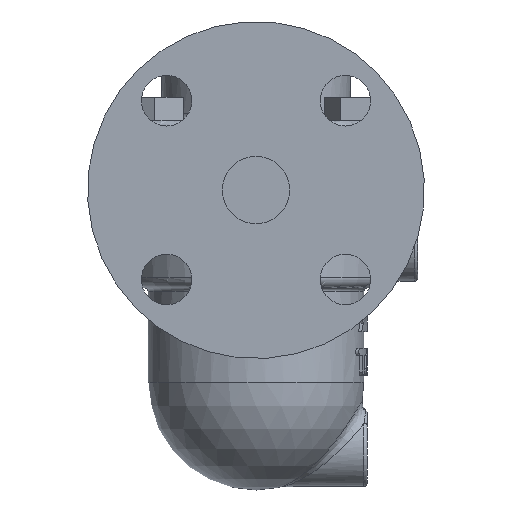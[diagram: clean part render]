
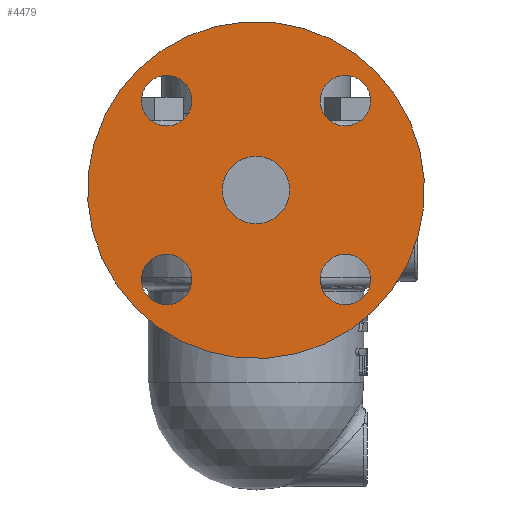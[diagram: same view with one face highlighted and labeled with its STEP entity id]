
A CAD part, left-side view. The second image highlights one B-rep face of the part: STEP entity #4479.
In plain terms, the highlighted planar face has unit normal (-1, 0, 0).
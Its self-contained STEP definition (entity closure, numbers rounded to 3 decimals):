
#599=FACE_BOUND('',#1057,.T.);
#600=FACE_BOUND('',#1058,.T.);
#601=FACE_BOUND('',#1059,.T.);
#602=FACE_BOUND('',#1060,.T.);
#603=FACE_BOUND('',#1061,.T.);
#641=PLANE('',#4789);
#747=FACE_OUTER_BOUND('',#1056,.T.);
#1056=EDGE_LOOP('',(#3075));
#1057=EDGE_LOOP('',(#3076));
#1058=EDGE_LOOP('',(#3077));
#1059=EDGE_LOOP('',(#3078));
#1060=EDGE_LOOP('',(#3079));
#1061=EDGE_LOOP('',(#3080));
#1595=CIRCLE('',#4776,50.);
#1596=CIRCLE('',#4778,7.5);
#1597=CIRCLE('',#4780,7.5);
#1598=CIRCLE('',#4782,7.5);
#1599=CIRCLE('',#4784,10.);
#1601=CIRCLE('',#4788,7.5);
#1899=VERTEX_POINT('',#8031);
#1900=VERTEX_POINT('',#8034);
#1901=VERTEX_POINT('',#8037);
#1902=VERTEX_POINT('',#8040);
#1903=VERTEX_POINT('',#8043);
#1905=VERTEX_POINT('',#8049);
#2352=EDGE_CURVE('',#1899,#1899,#1595,.T.);
#2353=EDGE_CURVE('',#1900,#1900,#1596,.T.);
#2354=EDGE_CURVE('',#1901,#1901,#1597,.T.);
#2355=EDGE_CURVE('',#1902,#1902,#1598,.T.);
#2356=EDGE_CURVE('',#1903,#1903,#1599,.T.);
#2358=EDGE_CURVE('',#1905,#1905,#1601,.T.);
#3075=ORIENTED_EDGE('',*,*,#2352,.F.);
#3076=ORIENTED_EDGE('',*,*,#2353,.T.);
#3077=ORIENTED_EDGE('',*,*,#2354,.T.);
#3078=ORIENTED_EDGE('',*,*,#2355,.T.);
#3079=ORIENTED_EDGE('',*,*,#2356,.T.);
#3080=ORIENTED_EDGE('',*,*,#2358,.T.);
#4479=ADVANCED_FACE('',(#747,#599,#600,#601,#602,#603),#641,.F.);
#4776=AXIS2_PLACEMENT_3D('',#8032,#5248,#5249);
#4778=AXIS2_PLACEMENT_3D('',#8035,#5252,#5253);
#4780=AXIS2_PLACEMENT_3D('',#8038,#5256,#5257);
#4782=AXIS2_PLACEMENT_3D('',#8041,#5260,#5261);
#4784=AXIS2_PLACEMENT_3D('',#8044,#5264,#5265);
#4788=AXIS2_PLACEMENT_3D('',#8050,#5272,#5273);
#4789=AXIS2_PLACEMENT_3D('',#8051,#5274,#5275);
#5248=DIRECTION('center_axis',(1.,0.,0.));
#5249=DIRECTION('ref_axis',(0.,0.068,0.998));
#5252=DIRECTION('center_axis',(1.,0.,0.));
#5253=DIRECTION('ref_axis',(0.,-1.,0.));
#5256=DIRECTION('center_axis',(1.,0.,0.));
#5257=DIRECTION('ref_axis',(0.,0.,1.));
#5260=DIRECTION('center_axis',(1.,0.,0.));
#5261=DIRECTION('ref_axis',(0.,1.,0.));
#5264=DIRECTION('center_axis',(1.,0.,0.));
#5265=DIRECTION('ref_axis',(0.,0.,-1.));
#5272=DIRECTION('center_axis',(1.,0.,0.));
#5273=DIRECTION('ref_axis',(0.,0.,-1.));
#5274=DIRECTION('center_axis',(1.,0.,0.));
#5275=DIRECTION('ref_axis',(0.,0.,-1.));
#8031=CARTESIAN_POINT('',(-95.,-3.406,-49.884));
#8032=CARTESIAN_POINT('Origin',(-95.,0.,0.));
#8034=CARTESIAN_POINT('',(-95.,19.017,-26.517));
#8035=CARTESIAN_POINT('Origin',(-95.,26.517,-26.517));
#8037=CARTESIAN_POINT('',(-95.,-26.517,-19.017));
#8038=CARTESIAN_POINT('Origin',(-95.,-26.517,-26.517));
#8040=CARTESIAN_POINT('',(-95.,-19.017,26.517));
#8041=CARTESIAN_POINT('Origin',(-95.,-26.517,26.517));
#8043=CARTESIAN_POINT('',(-95.,0.,-10.));
#8044=CARTESIAN_POINT('Origin',(-95.,0.,0.));
#8049=CARTESIAN_POINT('',(-95.,26.517,19.017));
#8050=CARTESIAN_POINT('Origin',(-95.,26.517,26.517));
#8051=CARTESIAN_POINT('Origin',(-95.,0.,0.));
